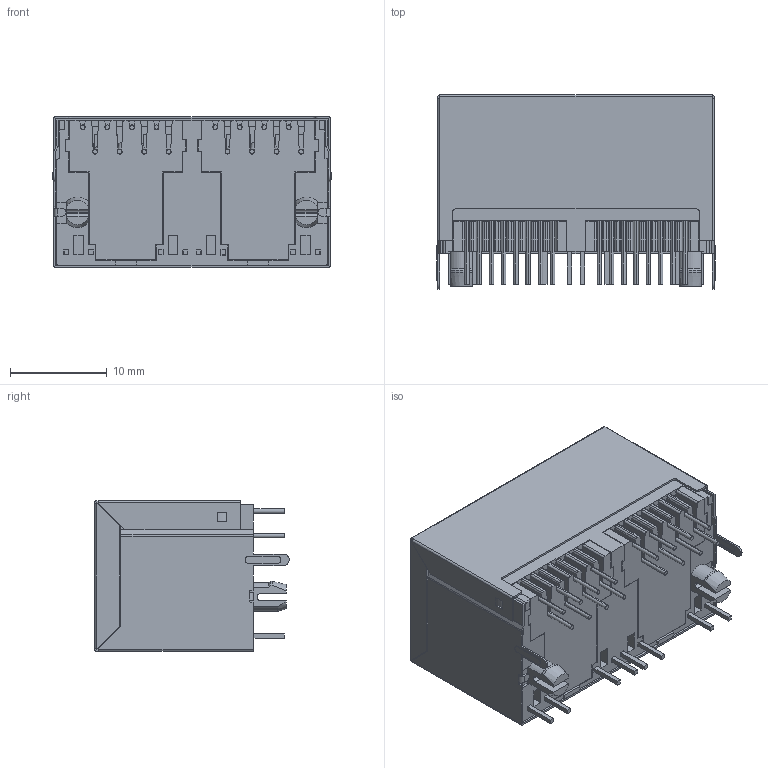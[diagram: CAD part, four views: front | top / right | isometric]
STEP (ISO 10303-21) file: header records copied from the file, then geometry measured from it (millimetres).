
FILE_DESCRIPTION((''),'2;1');
FILE_NAME('DGKYD52241288AC2A3DY1027_ASM','2023-09-13T09:26:32',('Administrator'),(''),'CREO PARAMETRIC BY PTC INC, 2019010','CREO PARAMETRIC BY PTC INC, 2019010','');
FILE_SCHEMA(('CONFIG_CONTROL_DESIGN'));
Products named in the file (11): DGKYD52241288AC2A3DY1027_1_1; DGKYD52241288AC2A3DY1027_1_2; DGKYD52241288AC2A3DY1027_1_3; DGKYD52241288AC2A3DY1027_1_4; DGKYD52241288AC2A3DY1027_1_5; DGKYD52241288AC2A3DY1027_1_6; DGKYD52241288AC2A3DY1027_1_7; DGKYD52241288AC2A3DY1027_1_8; DGKYD52241288AC2A3DY1027_1_9; DGKYD52241288AC2A3DY1027_1_ASM; DGKYD52241288AC2A3DY1027_ASM
Assembly tree (10 placements, depth 3):
  DGKYD52241288AC2A3DY1027_ASM
    DGKYD52241288AC2A3DY1027_1_ASM
      DGKYD52241288AC2A3DY1027_1_1
      DGKYD52241288AC2A3DY1027_1_2
      DGKYD52241288AC2A3DY1027_1_3
      DGKYD52241288AC2A3DY1027_1_4
      DGKYD52241288AC2A3DY1027_1_5
      DGKYD52241288AC2A3DY1027_1_6
      DGKYD52241288AC2A3DY1027_1_7
      DGKYD52241288AC2A3DY1027_1_8
      DGKYD52241288AC2A3DY1027_1_9
Bounding box: 28.8 x 20.1 x 15.6 mm (x, y, z)
Volume: 3030.7 mm3; surface area: 10179.6 mm2
Topology: 9 solids, 10 shells, 1813 faces, 5189 edges, 3325 vertices
Faces by surface type: plane 1164, cylinder 406, torus 160, bspline 72, cone 6, sphere 5
Entity records: 63458 total; most frequent: CARTESIAN_POINT 15635, ORIENTED_EDGE 10360, DIRECTION 9651, EDGE_CURVE 5184, VECTOR 3599, LINE 3599, VERTEX_POINT 3325, AXIS2_PLACEMENT_3D 3026
